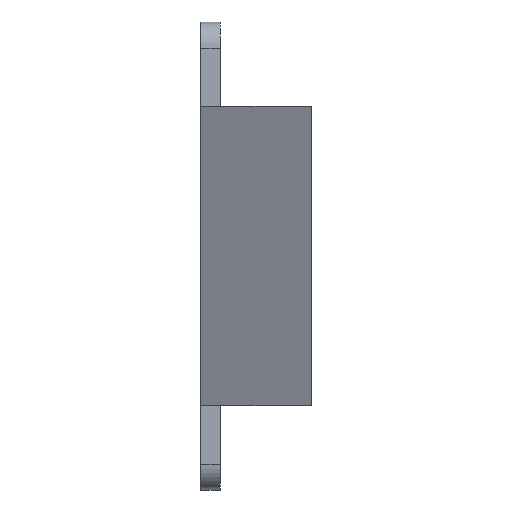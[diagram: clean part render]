
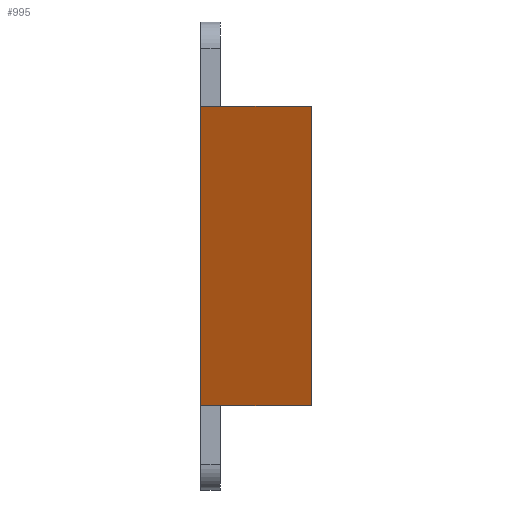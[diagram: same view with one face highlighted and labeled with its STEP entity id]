
A CAD part, left-side view. The second image highlights one B-rep face of the part: STEP entity #995.
In plain terms, the highlighted planar face has unit normal (-0.884, 0.468, 0).
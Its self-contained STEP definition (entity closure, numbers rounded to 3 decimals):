
#129=FACE_OUTER_BOUND('',#193,.T.);
#193=EDGE_LOOP('',(#881,#882,#883,#884));
#205=LINE('',#1401,#307);
#216=LINE('',#1425,#318);
#249=LINE('',#1532,#351);
#297=LINE('',#1660,#399);
#307=VECTOR('',#1115,10.);
#318=VECTOR('',#1130,10.);
#351=VECTOR('',#1221,10.);
#399=VECTOR('',#1365,10.);
#409=VERTEX_POINT('',#1398);
#410=VERTEX_POINT('',#1400);
#420=VERTEX_POINT('',#1422);
#421=VERTEX_POINT('',#1424);
#501=EDGE_CURVE('',#410,#409,#205,.T.);
#512=EDGE_CURVE('',#421,#420,#216,.T.);
#567=EDGE_CURVE('',#409,#421,#249,.T.);
#633=EDGE_CURVE('',#410,#420,#297,.T.);
#881=ORIENTED_EDGE('',*,*,#501,.T.);
#882=ORIENTED_EDGE('',*,*,#567,.T.);
#883=ORIENTED_EDGE('',*,*,#512,.T.);
#884=ORIENTED_EDGE('',*,*,#633,.F.);
#949=PLANE('',#1099);
#995=ADVANCED_FACE('',(#129),#949,.T.);
#1099=AXIS2_PLACEMENT_3D('',#1662,#1367,#1368);
#1115=DIRECTION('',(0.468,0.884,0.));
#1130=DIRECTION('',(-0.468,-0.884,0.));
#1221=DIRECTION('',(0.,0.,-1.));
#1365=DIRECTION('',(0.,0.,-1.));
#1367=DIRECTION('center_axis',(-0.884,0.468,0.));
#1368=DIRECTION('ref_axis',(0.,0.,1.));
#1398=CARTESIAN_POINT('',(-18.,11.04,11.5));
#1400=CARTESIAN_POINT('',(-22.5,2.54,11.5));
#1401=CARTESIAN_POINT('',(-17.261,12.436,11.5));
#1422=CARTESIAN_POINT('',(-22.5,2.54,-11.5));
#1424=CARTESIAN_POINT('',(-18.,11.04,-11.5));
#1425=CARTESIAN_POINT('',(-18.,11.04,-11.5));
#1532=CARTESIAN_POINT('',(-18.,11.04,18.));
#1660=CARTESIAN_POINT('',(-22.5,2.54,-12.5));
#1662=CARTESIAN_POINT('Origin',(-18.,11.04,12.5));
